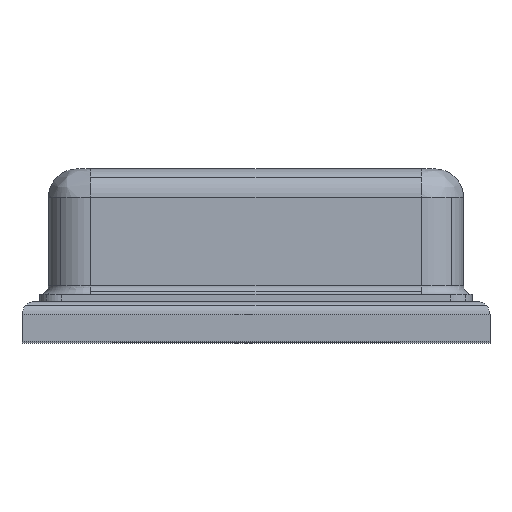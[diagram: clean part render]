
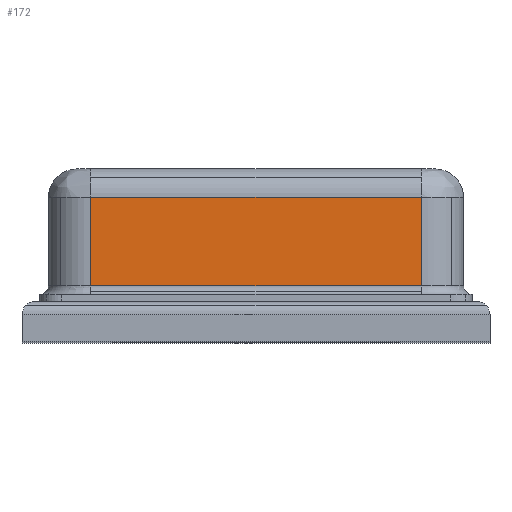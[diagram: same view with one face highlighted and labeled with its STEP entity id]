
A CAD part, top view. The second image highlights one B-rep face of the part: STEP entity #172.
In plain terms, the highlighted planar face has unit normal (0, 0, 1).
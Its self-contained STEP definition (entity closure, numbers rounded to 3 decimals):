
#144 = EDGE_CURVE ( 'NONE', #2594, #2764, #2394, .T. ) ;
#172 = ADVANCED_FACE ( 'NONE', ( #1108 ), #3012, .T. ) ;
#203 = DIRECTION ( 'NONE',  ( 0., 0., 1. ) ) ;
#259 = CARTESIAN_POINT ( 'NONE',  ( -0.588, 0.82, 1.6 ) ) ;
#338 = VECTOR ( 'NONE', #3874, 1000. ) ;
#387 = CARTESIAN_POINT ( 'NONE',  ( -0.935, 0.82, 1.6 ) ) ;
#441 = EDGE_LOOP ( 'NONE', ( #1561, #591, #752, #2916 ) ) ;
#591 = ORIENTED_EDGE ( 'NONE', *, *, #144, .F. ) ;
#651 = VECTOR ( 'NONE', #1425, 1000. ) ;
#752 = ORIENTED_EDGE ( 'NONE', *, *, #2794, .F. ) ;
#773 = LINE ( 'NONE', #2869, #1614 ) ;
#1091 = CARTESIAN_POINT ( 'NONE',  ( -0.935, 0.23, 1.6 ) ) ;
#1108 = FACE_OUTER_BOUND ( 'NONE', #441, .T. ) ;
#1425 = DIRECTION ( 'NONE',  ( 1., 0., 0. ) ) ;
#1506 = VERTEX_POINT ( 'NONE', #1651 ) ;
#1561 = ORIENTED_EDGE ( 'NONE', *, *, #2604, .F. ) ;
#1614 = VECTOR ( 'NONE', #1930, 1000. ) ;
#1651 = CARTESIAN_POINT ( 'NONE',  ( -0.935, 0.319, 1.6 ) ) ;
#1930 = DIRECTION ( 'NONE',  ( -1., 0., 0. ) ) ;
#2334 = CARTESIAN_POINT ( 'NONE',  ( 0.935, 0.23, 1.6 ) ) ;
#2394 = LINE ( 'NONE', #2334, #3338 ) ;
#2594 = VERTEX_POINT ( 'NONE', #3793 ) ;
#2604 = EDGE_CURVE ( 'NONE', #2764, #1506, #773, .T. ) ;
#2751 = LINE ( 'NONE', #259, #651 ) ;
#2754 = LINE ( 'NONE', #1091, #338 ) ;
#2764 = VERTEX_POINT ( 'NONE', #3310 ) ;
#2794 = EDGE_CURVE ( 'NONE', #2867, #2594, #2751, .T. ) ;
#2867 = VERTEX_POINT ( 'NONE', #387 ) ;
#2869 = CARTESIAN_POINT ( 'NONE',  ( -0.588, 0.319, 1.6 ) ) ;
#2916 = ORIENTED_EDGE ( 'NONE', *, *, #3299, .F. ) ;
#3012 = PLANE ( 'NONE',  #3154 ) ;
#3154 = AXIS2_PLACEMENT_3D ( 'NONE', #3626, #203, #3255 ) ;
#3255 = DIRECTION ( 'NONE',  ( 1., 0., 0. ) ) ;
#3299 = EDGE_CURVE ( 'NONE', #1506, #2867, #2754, .T. ) ;
#3310 = CARTESIAN_POINT ( 'NONE',  ( 0.935, 0.319, 1.6 ) ) ;
#3338 = VECTOR ( 'NONE', #3569, 1000. ) ;
#3569 = DIRECTION ( 'NONE',  ( 0., -1., 0. ) ) ;
#3626 = CARTESIAN_POINT ( 'NONE',  ( -1.175, 0.23, 1.6 ) ) ;
#3793 = CARTESIAN_POINT ( 'NONE',  ( 0.935, 0.82, 1.6 ) ) ;
#3874 = DIRECTION ( 'NONE',  ( 0., 1., 0. ) ) ;
